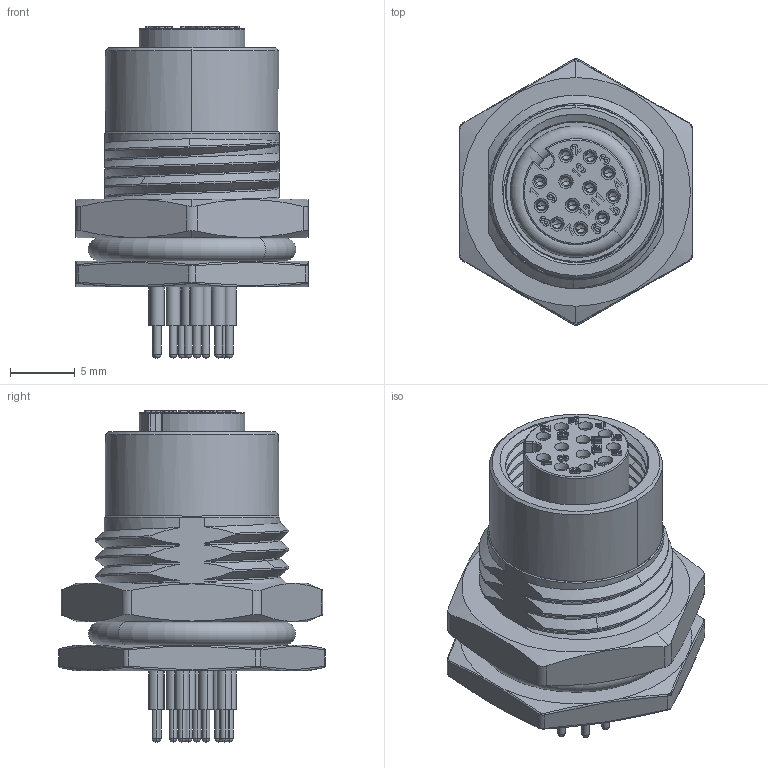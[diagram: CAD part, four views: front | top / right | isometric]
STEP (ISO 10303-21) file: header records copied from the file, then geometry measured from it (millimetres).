
FILE_DESCRIPTION(('FreeCAD Model'),'2;1');
FILE_NAME('M12A-12PFFP-SF8001_SW0001.step', '2018-04-16T11:23:44',('kicad StepUp'),('ksu MCAD'), 'Open CASCADE STEP processor 7.2','FreeCAD','Unknown');
FILE_SCHEMA(('AUTOMOTIVE_DESIGN_CC2 { 1 2 10303 214 -1 1 5 4 }'));
Length unit declared in the file: millimetre
Products named in the file (1): M12A-12PFFP-SF8001_SW0001
Bounding box: 18 x 20.63 x 25.7 mm (x, y, z)
Volume: 3212.5 mm3; surface area: 2860.2 mm2
Topology: 1 solids, 1 shells, 952 faces, 2496 edges, 1598 vertices
Faces by surface type: plane 372, cylinder 180, extrusion 173, cone 95, bspline 73, torus 33, sphere 26
Entity records: 47332 total; most frequent: CARTESIAN_POINT 18574, ORIENTED_EDGE 4896, DIRECTION 3905, EDGE_CURVE 2448, VERTEX_POINT 1598, VECTOR 1365, AXIS2_PLACEMENT_3D 1270, LINE 1192
